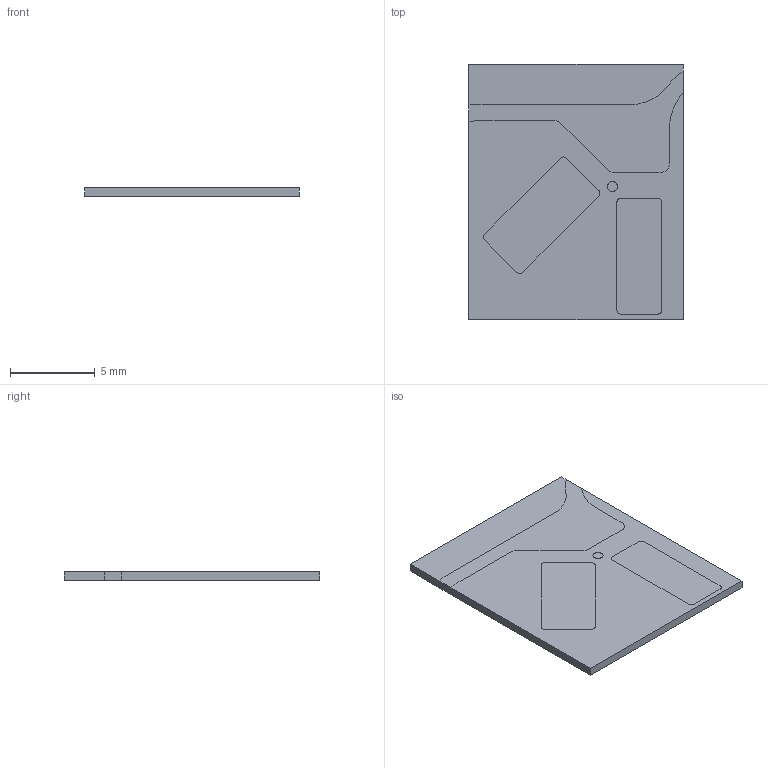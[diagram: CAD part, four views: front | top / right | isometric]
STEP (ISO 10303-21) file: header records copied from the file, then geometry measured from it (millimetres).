
FILE_DESCRIPTION(('FreeCAD Model'),'2;1');
FILE_NAME('Open CASCADE Shape Model','2026-01-01T21:14:05',(''),(''), 'Open CASCADE STEP processor 7.8','FreeCAD','Unknown');
FILE_SCHEMA(('AUTOMOTIVE_DESIGN { 1 0 10303 214 1 1 1 1 }'));
Length unit declared in the file: millimetre
Products named in the file (1): Slice
Bounding box: 12.65 x 15.1 x 0.5 mm (x, y, z)
Volume: 95.5 mm3; surface area: 480.7 mm2
Topology: 6 solids, 6 shells, 82 faces, 210 edges, 140 vertices
Faces by surface type: bspline 62, plane 20
Entity records: 2901 total; most frequent: CARTESIAN_POINT 1077, ORIENTED_EDGE 420, DIRECTION 258, EDGE_CURVE 210, VERTEX_POINT 140, AXIS2_PLACEMENT_3D 93, FACE_BOUND 88, EDGE_LOOP 88
